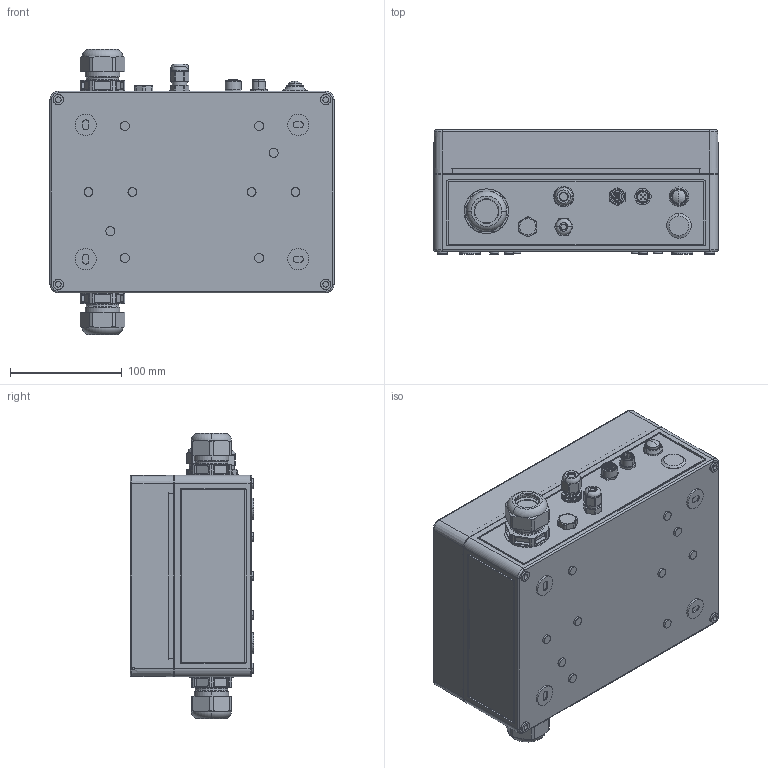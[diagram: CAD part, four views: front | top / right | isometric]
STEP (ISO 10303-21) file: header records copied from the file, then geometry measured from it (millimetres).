
FILE_DESCRIPTION (( 'STEP AP203' ), '1' );
FILE_NAME ('BIB_12-04-2023.STEP', '2023-04-12T14:23:58', ( '' ), ( '' ), 'SwSTEP 2.0', 'SolidWorks 2021', '' );
FILE_SCHEMA (( 'CONFIG_CONTROL_DESIGN' ));
Length unit declared in the file: millimetre
Products named in the file (1): BIB_12-04-2023
Bounding box: 254 x 110.7 x 254.78 mm (x, y, z)
Volume: 5017793.7 mm3; surface area: 227056.7 mm2
Topology: 1 solids, 1 shells, 933 faces, 2445 edges, 1579 vertices
Faces by surface type: plane 437, cylinder 351, cone 98, torus 34, sphere 12, bspline 1
Entity records: 29917 total; most frequent: CARTESIAN_POINT 6813, DIRECTION 4850, ORIENTED_EDGE 4830, EDGE_CURVE 2415, AXIS2_PLACEMENT_3D 1840, VERTEX_POINT 1569, VECTOR 1170, LINE 1170
